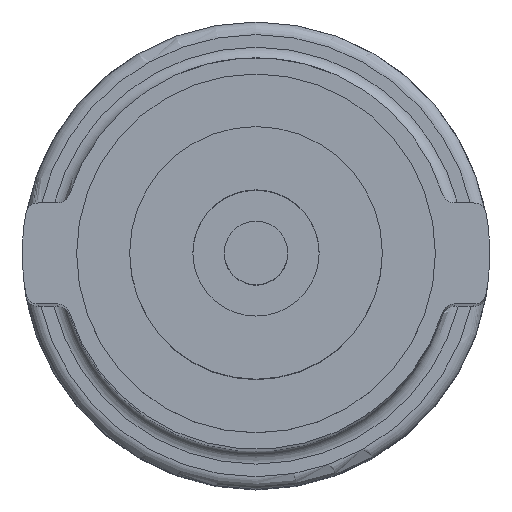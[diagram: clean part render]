
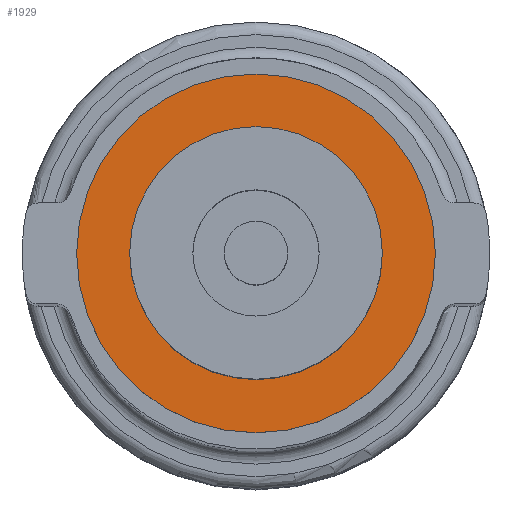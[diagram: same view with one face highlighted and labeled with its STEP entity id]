
A CAD part, top view. The second image highlights one B-rep face of the part: STEP entity #1929.
In plain terms, the highlighted planar face has unit normal (0, 0, 1).
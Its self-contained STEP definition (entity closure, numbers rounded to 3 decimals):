
#2 = CARTESIAN_POINT ( 'NONE',  ( 0., 0., 133. ) ) ;
#27 = CARTESIAN_POINT ( 'NONE',  ( 0., 0., 133. ) ) ;
#201 = DIRECTION ( 'NONE',  ( 1., 0., 0. ) ) ;
#347 = DIRECTION ( 'NONE',  ( 1., 0., 0. ) ) ;
#386 = CARTESIAN_POINT ( 'NONE',  ( 14.2, 0., 133. ) ) ;
#434 = VERTEX_POINT ( 'NONE', #900 ) ;
#483 = CARTESIAN_POINT ( 'NONE',  ( 0., 0., 133. ) ) ;
#552 = DIRECTION ( 'NONE',  ( 0., 0., 1. ) ) ;
#558 = AXIS2_PLACEMENT_3D ( 'NONE', #709, #683, #1172 ) ;
#615 = VERTEX_POINT ( 'NONE', #826 ) ;
#665 = AXIS2_PLACEMENT_3D ( 'NONE', #2, #1704, #2046 ) ;
#667 = AXIS2_PLACEMENT_3D ( 'NONE', #27, #1913, #201 ) ;
#683 = DIRECTION ( 'NONE',  ( 0., 0., -1. ) ) ;
#709 = CARTESIAN_POINT ( 'NONE',  ( 0., 0., 133. ) ) ;
#713 = VERTEX_POINT ( 'NONE', #386 ) ;
#754 = EDGE_LOOP ( 'NONE', ( #933, #1558 ) ) ;
#826 = CARTESIAN_POINT ( 'NONE',  ( 10., 0., 133. ) ) ;
#859 = CARTESIAN_POINT ( 'NONE',  ( 0., 0., 133. ) ) ;
#863 = CARTESIAN_POINT ( 'NONE',  ( -14.2, 0., 133. ) ) ;
#883 = PLANE ( 'NONE',  #667 ) ;
#900 = CARTESIAN_POINT ( 'NONE',  ( -10., 0., 133. ) ) ;
#933 = ORIENTED_EDGE ( 'NONE', *, *, #2107, .F. ) ;
#983 = EDGE_CURVE ( 'NONE', #713, #1947, #2118, .T. ) ;
#988 = DIRECTION ( 'NONE',  ( 0., 0., 1. ) ) ;
#1065 = FACE_OUTER_BOUND ( 'NONE', #1387, .T. ) ;
#1172 = DIRECTION ( 'NONE',  ( -1., 0., 0. ) ) ;
#1298 = CIRCLE ( 'NONE', #1483, 10. ) ;
#1365 = FACE_BOUND ( 'NONE', #754, .T. ) ;
#1387 = EDGE_LOOP ( 'NONE', ( #1710, #1660 ) ) ;
#1396 = EDGE_CURVE ( 'NONE', #1947, #713, #1983, .T. ) ;
#1413 = EDGE_CURVE ( 'NONE', #615, #434, #1298, .T. ) ;
#1483 = AXIS2_PLACEMENT_3D ( 'NONE', #859, #552, #2061 ) ;
#1558 = ORIENTED_EDGE ( 'NONE', *, *, #1413, .F. ) ;
#1595 = CIRCLE ( 'NONE', #1801, 10. ) ;
#1660 = ORIENTED_EDGE ( 'NONE', *, *, #983, .F. ) ;
#1704 = DIRECTION ( 'NONE',  ( 0., 0., -1. ) ) ;
#1710 = ORIENTED_EDGE ( 'NONE', *, *, #1396, .F. ) ;
#1801 = AXIS2_PLACEMENT_3D ( 'NONE', #483, #988, #347 ) ;
#1913 = DIRECTION ( 'NONE',  ( 0., 0., 1. ) ) ;
#1929 = ADVANCED_FACE ( 'NONE', ( #1365, #1065 ), #883, .T. ) ;
#1947 = VERTEX_POINT ( 'NONE', #863 ) ;
#1983 = CIRCLE ( 'NONE', #665, 14.2 ) ;
#2046 = DIRECTION ( 'NONE',  ( -1., 0., 0. ) ) ;
#2061 = DIRECTION ( 'NONE',  ( 1., 0., 0. ) ) ;
#2107 = EDGE_CURVE ( 'NONE', #434, #615, #1595, .T. ) ;
#2118 = CIRCLE ( 'NONE', #558, 14.2 ) ;
